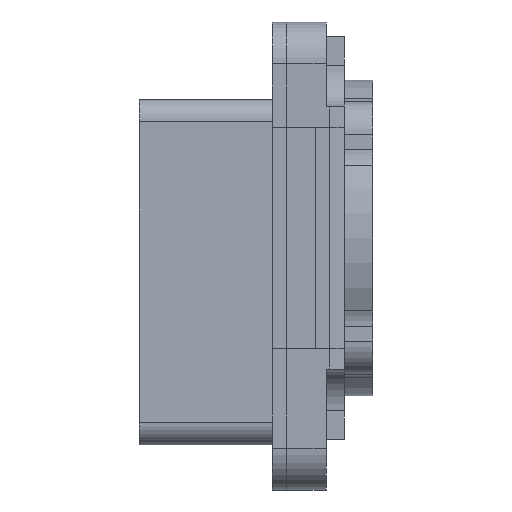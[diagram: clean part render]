
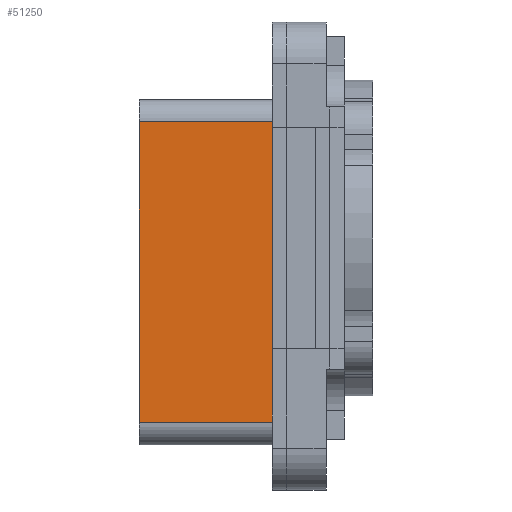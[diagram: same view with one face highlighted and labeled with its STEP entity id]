
A CAD part, left-side view. The second image highlights one B-rep face of the part: STEP entity #51250.
In plain terms, the highlighted face is planar.
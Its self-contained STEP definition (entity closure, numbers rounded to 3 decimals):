
#2160=CARTESIAN_POINT('',(9.75,-8.,
5.97));
#2170=VERTEX_POINT('',#2160);
#2220=CARTESIAN_POINT('',(9.75,10.877,
5.97));
#2230=DIRECTION('',(0.,1.,0.));
#2240=VECTOR('',#2230,1.);
#2250=LINE('',#2220,#2240);
#2260=CARTESIAN_POINT('',(9.75,12.9,
5.97));
#2270=VERTEX_POINT('',#2260);
#2280=EDGE_CURVE('',#2170,#2270,#2250,.T.);
#43240=CARTESIAN_POINT('',(9.75,-8.,15.22));
#43250=VERTEX_POINT('',#43240);
#43280=CARTESIAN_POINT('',(9.75,-8.,12.34));
#43290=DIRECTION('',(0.,0.,-1.));
#43300=VECTOR('',#43290,1.);
#43310=LINE('',#43280,#43300);
#43320=EDGE_CURVE('',#43250,#2170,#43310,.T.);
#51020=CARTESIAN_POINT('',(9.75,-8.45,12.34));
#51030=DIRECTION('',(1.,0.,0.));
#51040=DIRECTION('',(0.,1.,0.));
#51050=AXIS2_PLACEMENT_3D('',#51020,#51030,#51040);
#51060=PLANE('',#51050);
#51070=CARTESIAN_POINT('',(9.75,10.877,15.22));
#51080=DIRECTION('',(0.,-1.,0.));
#51090=VECTOR('',#51080,1.);
#51100=LINE('',#51070,#51090);
#51110=CARTESIAN_POINT('',(9.75,12.9,15.22));
#51120=VERTEX_POINT('',#51110);
#51130=EDGE_CURVE('',#51120,#43250,#51100,.T.);
#51140=ORIENTED_EDGE('',*,*,#51130,.T.);
#51150=CARTESIAN_POINT('',(9.75,12.9,12.34));
#51160=DIRECTION('',(0.,0.,-1.));
#51170=VECTOR('',#51160,1.);
#51180=LINE('',#51150,#51170);
#51190=EDGE_CURVE('',#51120,#2270,#51180,.T.);
#51200=ORIENTED_EDGE('',*,*,#51190,.F.);
#51210=ORIENTED_EDGE('',*,*,#2280,.T.);
#51220=ORIENTED_EDGE('',*,*,#43320,.T.);
#51230=EDGE_LOOP('',(#51220,#51210,#51200,#51140));
#51240=FACE_OUTER_BOUND('',#51230,.T.);
#51250=ADVANCED_FACE('',(#51240),#51060,.T.);
